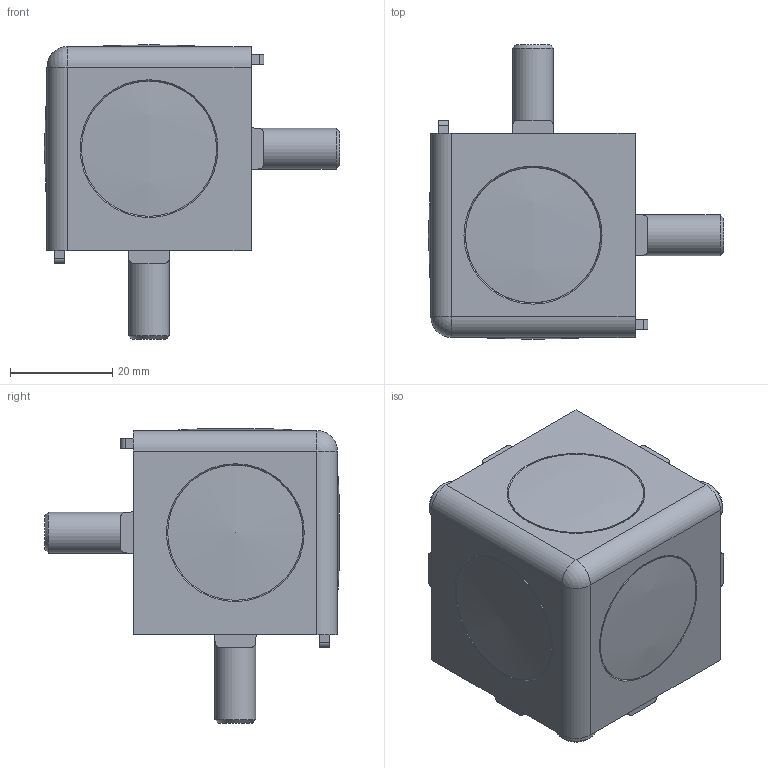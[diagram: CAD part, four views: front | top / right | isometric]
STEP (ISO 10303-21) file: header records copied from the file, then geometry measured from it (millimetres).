
FILE_DESCRIPTION(/* description */ ('Würfelverbinder 40_3 Alu silber lackiert inkl 2 Abdeckkappen und Befestigungssatz'),/* implementation_level */ '2;1');
FILE_NAME(/* name */ 'Syskomp 282656008 Würfelverbinder 40_3 Alu silber lackiert inkl 2 Abdeckkappen und Befestigungssatz.stp',/* time_stamp */ '2015-09-30T09:59:21+02:00',/* author */ ('mstrom'),/* organization */ (''),/* preprocessor_version */ 'ST-DEVELOPER v15.2',/* originating_system */ 'Autodesk Inventor 2014',/* authorisation */ '');
FILE_SCHEMA (('AUTOMOTIVE_DESIGN { 1 0 10303 214 3 1 1 }'));
Length unit declared in the file: millimetre
Products named in the file (1): 282656008 Würfelverbinder 40_3 Alu silber lackiert inkl 2 Abdeckk
appen und Befestigungssatz
Bounding box: 57.85 x 57.73 x 57.73 mm (x, y, z)
Volume: 43094.1 mm3; surface area: 21547.2 mm2
Topology: 7 solids, 7 shells, 258 faces, 659 edges, 410 vertices
Faces by surface type: plane 100, cylinder 69, cone 45, torus 27, sphere 17
Full cylindrical faces by diameter (mm): 8 x3, 8.5 x3, 15.57 x3, 26.5 x3
Entity records: 8038 total; most frequent: CARTESIAN_POINT 2143, DIRECTION 1223, ORIENTED_EDGE 1162, EDGE_CURVE 581, AXIS2_PLACEMENT_3D 490, VERTEX_POINT 390, EDGE_LOOP 321, FACE_OUTER_BOUND 258
